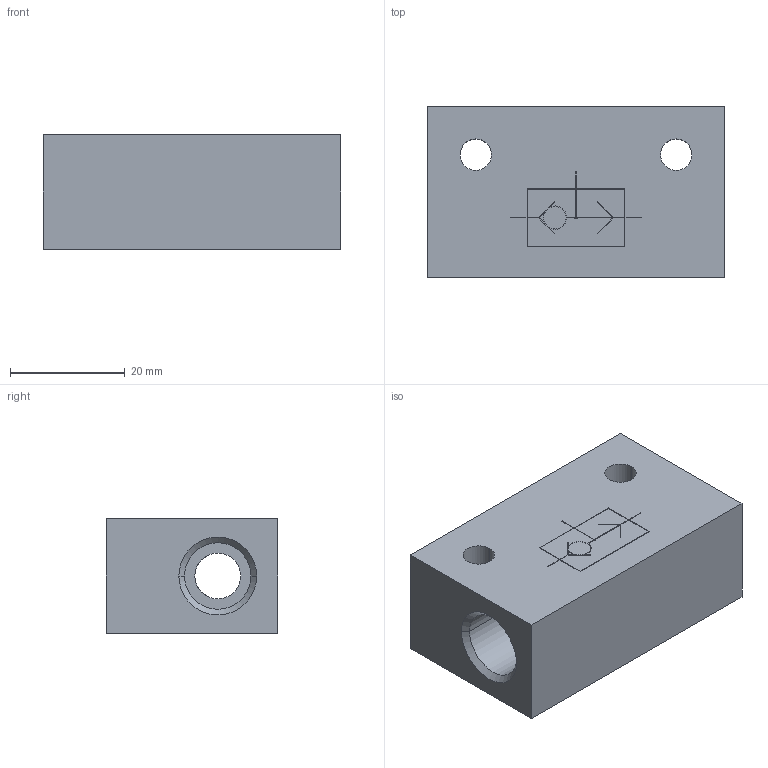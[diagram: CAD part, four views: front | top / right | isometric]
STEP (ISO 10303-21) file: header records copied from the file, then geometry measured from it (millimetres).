
FILE_DESCRIPTION (( 'STEP AP203' ), '1' );
FILE_NAME ('04220002.STEP', '2011-05-06T13:06:54', ( 'Flavio' ), ( '' ), 'SwSTEP 2.0', 'SolidWorks 2009', '' );
FILE_SCHEMA (( 'CONFIG_CONTROL_DESIGN' ));
Length unit declared in the file: millimetre
Products named in the file (1): 04220002
Bounding box: 52 x 30 x 20 mm (x, y, z)
Volume: 24060.9 mm3; surface area: 9060 mm2
Topology: 1 solids, 1 shells, 91 faces, 236 edges, 154 vertices
Faces by surface type: plane 61, cylinder 22, cone 8
Entity records: 2911 total; most frequent: CARTESIAN_POINT 550, ORIENTED_EDGE 472, DIRECTION 464, EDGE_CURVE 236, VECTOR 184, LINE 184, VERTEX_POINT 154, AXIS2_PLACEMENT_3D 140
